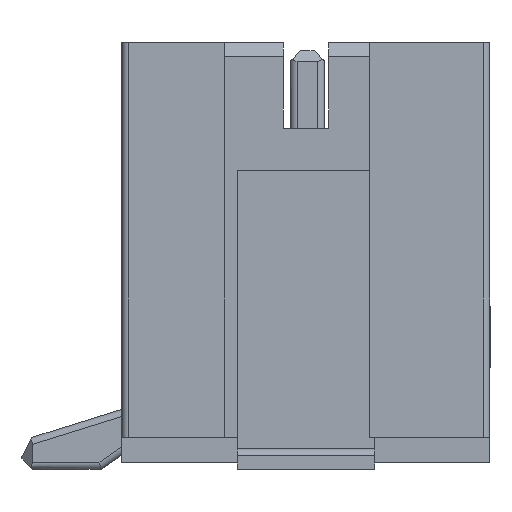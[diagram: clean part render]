
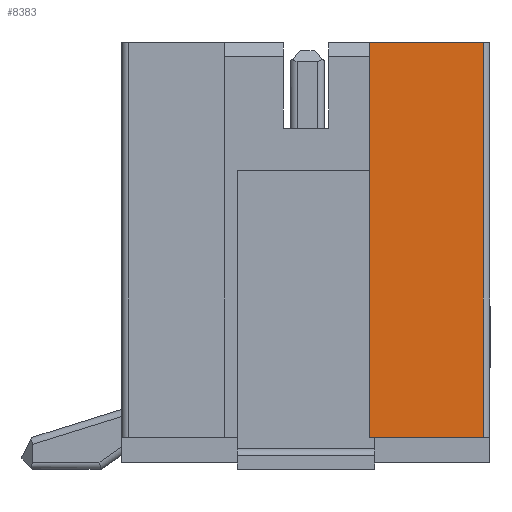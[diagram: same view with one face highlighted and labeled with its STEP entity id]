
A CAD part, left-side view. The second image highlights one B-rep face of the part: STEP entity #8383.
In plain terms, the highlighted planar face has unit normal (-1, 0, 0).
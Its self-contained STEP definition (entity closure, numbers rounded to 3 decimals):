
#2096 = LINE ( 'NONE', #20633, #13639 ) ;
#2704 = DIRECTION ( 'NONE',  ( 0., 0., 1. ) ) ;
#2981 = VECTOR ( 'NONE', #2704, 1000. ) ;
#3004 = ORIENTED_EDGE ( 'NONE', *, *, #15640, .T. ) ;
#3981 = CARTESIAN_POINT ( 'NONE',  ( -9.95, -2.7, 6.1 ) ) ;
#5396 = DIRECTION ( 'NONE',  ( 0., 1., 0. ) ) ;
#5442 = ORIENTED_EDGE ( 'NONE', *, *, #14476, .F. ) ;
#5739 = DIRECTION ( 'NONE',  ( 1., 0., 0. ) ) ;
#5996 = DIRECTION ( 'NONE',  ( 0., -1., 0. ) ) ;
#6943 = PLANE ( 'NONE',  #17827 ) ;
#7342 = VECTOR ( 'NONE', #5996, 1000. ) ;
#8024 = EDGE_CURVE ( 'NONE', #12019, #23688, #20567, .T. ) ;
#8383 = ADVANCED_FACE ( 'NONE', ( #20851 ), #6943, .F. ) ;
#10519 = CARTESIAN_POINT ( 'NONE',  ( -9.95, 0.9, 6.1 ) ) ;
#12019 = VERTEX_POINT ( 'NONE', #29950 ) ;
#12102 = CARTESIAN_POINT ( 'NONE',  ( -9.95, 0.9, 0.367 ) ) ;
#13639 = VECTOR ( 'NONE', #33673, 1000. ) ;
#14476 = EDGE_CURVE ( 'NONE', #30108, #16896, #2096, .T. ) ;
#15553 = CARTESIAN_POINT ( 'NONE',  ( -9.95, -4.35, 6.1 ) ) ;
#15640 = EDGE_CURVE ( 'NONE', #30108, #12019, #30891, .T. ) ;
#16896 = VERTEX_POINT ( 'NONE', #3981 ) ;
#17827 = AXIS2_PLACEMENT_3D ( 'NONE', #10519, #5739, #5396 ) ;
#19070 = LINE ( 'NONE', #26698, #7342 ) ;
#19731 = ORIENTED_EDGE ( 'NONE', *, *, #8024, .T. ) ;
#20043 = ORIENTED_EDGE ( 'NONE', *, *, #31300, .F. ) ;
#20567 = LINE ( 'NONE', #15553, #2981 ) ;
#20633 = CARTESIAN_POINT ( 'NONE',  ( -9.95, -2.7, 0. ) ) ;
#20851 = FACE_OUTER_BOUND ( 'NONE', #28855, .T. ) ;
#23688 = VERTEX_POINT ( 'NONE', #29402 ) ;
#25465 = DIRECTION ( 'NONE',  ( 0., -1., 0. ) ) ;
#26698 = CARTESIAN_POINT ( 'NONE',  ( -9.95, 0.9, 6.1 ) ) ;
#27399 = VECTOR ( 'NONE', #25465, 1000. ) ;
#28855 = EDGE_LOOP ( 'NONE', ( #3004, #19731, #20043, #5442 ) ) ;
#29402 = CARTESIAN_POINT ( 'NONE',  ( -9.95, -4.35, 6.1 ) ) ;
#29435 = CARTESIAN_POINT ( 'NONE',  ( -9.95, -2.7, 0.367 ) ) ;
#29950 = CARTESIAN_POINT ( 'NONE',  ( -9.95, -4.35, 0.367 ) ) ;
#30108 = VERTEX_POINT ( 'NONE', #29435 ) ;
#30891 = LINE ( 'NONE', #12102, #27399 ) ;
#31300 = EDGE_CURVE ( 'NONE', #16896, #23688, #19070, .T. ) ;
#33673 = DIRECTION ( 'NONE',  ( 0., 0., 1. ) ) ;
